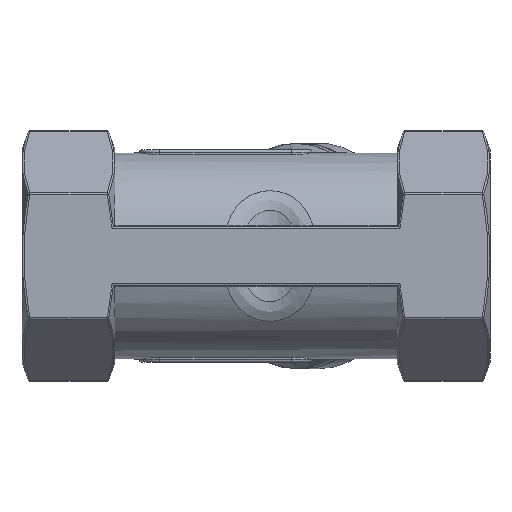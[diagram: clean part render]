
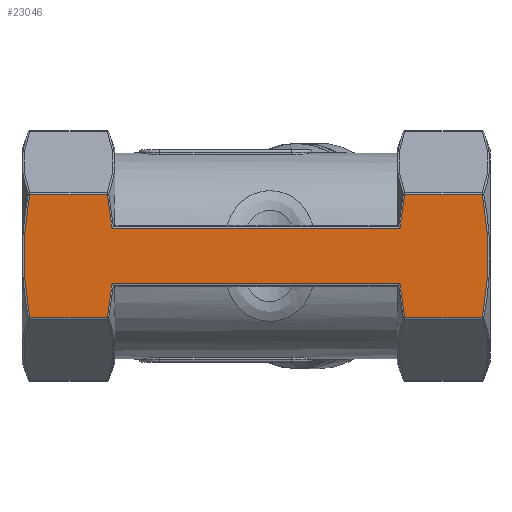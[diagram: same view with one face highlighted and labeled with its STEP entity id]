
A CAD part, front view. The second image highlights one B-rep face of the part: STEP entity #23046.
In plain terms, the highlighted planar face has unit normal (0, -1, 0).
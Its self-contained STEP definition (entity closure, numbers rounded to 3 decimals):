
#1058 = CARTESIAN_POINT ( 'NONE',  ( 148.525, -35., 19.919 ) ) ;
#1059 = LINE ( 'NONE', #1060, #20316 ) ;
#1060 = CARTESIAN_POINT ( 'NONE',  ( 0., -35., -19.919 ) ) ;
#1061 = DIRECTION ( 'NONE',  ( 1., 0., 0. ) ) ;
#1063 = CARTESIAN_POINT ( 'NONE',  ( 122.816, -35., -16.302 ) ) ;
#1064 = CARTESIAN_POINT ( 'NONE',  ( 123.475, -35., -19.919 ) ) ;
#11960 = B_SPLINE_CURVE_WITH_KNOTS ( 'NONE', 3,
 ( #22884, #22874, #22889, #22890 ),
 .UNSPECIFIED., .F., .F.,
 ( 4, 4 ),
 ( 0., 0.011 ),
 .UNSPECIFIED. ) ;
#16096 = B_SPLINE_CURVE_WITH_KNOTS ( 'NONE', 3,
 ( #22908, #22907, #22916, #22917 ),
 .UNSPECIFIED., .F., .F.,
 ( 4, 4 ),
 ( 0., 0.011 ),
 .UNSPECIFIED. ) ;
#16097 = B_SPLINE_CURVE_WITH_KNOTS ( 'NONE', 3,
 ( #22887, #22888, #22896, #22897, #22898, #22899, #22900, #22901, #22902, #22903 ),
 .UNSPECIFIED., .F., .F.,
 ( 4, 2, 2, 2, 4 ),
 ( 0., 0.01, 0.02, 0.03, 0.04 ),
 .UNSPECIFIED. ) ;
#16099 = B_SPLINE_CURVE_WITH_KNOTS ( 'NONE', 3,
 ( #22915, #22914, #22923, #22924, #22925, #22926, #22927, #22928, #22929, #1058 ),
 .UNSPECIFIED., .F., .F.,
 ( 4, 2, 2, 2, 4 ),
 ( 0., 0.01, 0.02, 0.03, 0.04 ),
 .UNSPECIFIED. ) ;
#16102 = B_SPLINE_CURVE_WITH_KNOTS ( 'NONE', 3,
 ( #22895, #22894, #22909, #22910 ),
 .UNSPECIFIED., .F., .F.,
 ( 4, 4 ),
 ( 0., 0.011 ),
 .UNSPECIFIED. ) ;
#16103 = B_SPLINE_CURVE_WITH_KNOTS ( 'NONE', 3,
 ( #22922, #22921, #1063, #1064 ),
 .UNSPECIFIED., .F., .F.,
 ( 4, 4 ),
 ( 0., 0.011 ),
 .UNSPECIFIED. ) ;
#20311 = VECTOR ( 'NONE', #22886, 1000. ) ;
#20312 = VECTOR ( 'NONE', #22893, 1000. ) ;
#20313 = VECTOR ( 'NONE', #22906, 1000. ) ;
#20314 = VECTOR ( 'NONE', #22913, 1000. ) ;
#20315 = VECTOR ( 'NONE', #22920, 1000. ) ;
#20316 = VECTOR ( 'NONE', #1061, 1000. ) ;
#21193 = CARTESIAN_POINT ( 'NONE',  ( 121.952, -35., -9. ) ) ;
#21196 = CARTESIAN_POINT ( 'NONE',  ( 148.525, -35., -19.919 ) ) ;
#21197 = CARTESIAN_POINT ( 'NONE',  ( 123.475, -35., 19.919 ) ) ;
#21200 = CARTESIAN_POINT ( 'NONE',  ( 123.475, -35., -19.919 ) ) ;
#21202 = CARTESIAN_POINT ( 'NONE',  ( 121.952, -35., 9. ) ) ;
#21205 = CARTESIAN_POINT ( 'NONE',  ( 2.475, -35., -19.919 ) ) ;
#21206 = CARTESIAN_POINT ( 'NONE',  ( 148.525, -35., 19.919 ) ) ;
#21207 = CARTESIAN_POINT ( 'NONE',  ( 27.525, -35., -19.919 ) ) ;
#21208 = CARTESIAN_POINT ( 'NONE',  ( 29.048, -35., -9. ) ) ;
#21209 = CARTESIAN_POINT ( 'NONE',  ( 2.475, -35., 19.919 ) ) ;
#21211 = CARTESIAN_POINT ( 'NONE',  ( 29.048, -35., 9. ) ) ;
#21212 = CARTESIAN_POINT ( 'NONE',  ( 27.525, -35., 19.919 ) ) ;
#22874 = CARTESIAN_POINT ( 'NONE',  ( 28.184, -35., -16.302 ) ) ;
#22883 = LINE ( 'NONE', #22885, #20311 ) ;
#22884 = CARTESIAN_POINT ( 'NONE',  ( 27.525, -35., -19.919 ) ) ;
#22885 = CARTESIAN_POINT ( 'NONE',  ( 0., -35., -9. ) ) ;
#22886 = DIRECTION ( 'NONE',  ( 1., 0., 0. ) ) ;
#22887 = CARTESIAN_POINT ( 'NONE',  ( 2.475, -35., 19.919 ) ) ;
#22888 = CARTESIAN_POINT ( 'NONE',  ( 1.875, -35., 16.626 ) ) ;
#22889 = CARTESIAN_POINT ( 'NONE',  ( 28.711, -35., -12.661 ) ) ;
#22890 = CARTESIAN_POINT ( 'NONE',  ( 29.048, -35., -9. ) ) ;
#22891 = LINE ( 'NONE', #22892, #20312 ) ;
#22892 = CARTESIAN_POINT ( 'NONE',  ( 0., -35., -19.919 ) ) ;
#22893 = DIRECTION ( 'NONE',  ( 1., 0., 0. ) ) ;
#22894 = CARTESIAN_POINT ( 'NONE',  ( 28.711, -35., 12.661 ) ) ;
#22895 = CARTESIAN_POINT ( 'NONE',  ( 29.048, -35., 9. ) ) ;
#22896 = CARTESIAN_POINT ( 'NONE',  ( 1.386, -35., 13.323 ) ) ;
#22897 = CARTESIAN_POINT ( 'NONE',  ( 0.713, -35., 6.685 ) ) ;
#22898 = CARTESIAN_POINT ( 'NONE',  ( 0.532, -35., 3.351 ) ) ;
#22899 = CARTESIAN_POINT ( 'NONE',  ( 0.532, -35., -3.352 ) ) ;
#22900 = CARTESIAN_POINT ( 'NONE',  ( 0.713, -35., -6.686 ) ) ;
#22901 = CARTESIAN_POINT ( 'NONE',  ( 1.386, -35., -13.323 ) ) ;
#22902 = CARTESIAN_POINT ( 'NONE',  ( 1.875, -35., -16.626 ) ) ;
#22903 = CARTESIAN_POINT ( 'NONE',  ( 2.475, -35., -19.919 ) ) ;
#22904 = LINE ( 'NONE', #22905, #20313 ) ;
#22905 = CARTESIAN_POINT ( 'NONE',  ( 0., -35., 19.919 ) ) ;
#22906 = DIRECTION ( 'NONE',  ( -1., 0., 0. ) ) ;
#22907 = CARTESIAN_POINT ( 'NONE',  ( 122.816, -35., 16.302 ) ) ;
#22908 = CARTESIAN_POINT ( 'NONE',  ( 123.475, -35., 19.919 ) ) ;
#22909 = CARTESIAN_POINT ( 'NONE',  ( 28.184, -35., 16.302 ) ) ;
#22910 = CARTESIAN_POINT ( 'NONE',  ( 27.525, -35., 19.919 ) ) ;
#22911 = LINE ( 'NONE', #22912, #20314 ) ;
#22912 = CARTESIAN_POINT ( 'NONE',  ( 0., -35., 9. ) ) ;
#22913 = DIRECTION ( 'NONE',  ( -1., 0., 0. ) ) ;
#22914 = CARTESIAN_POINT ( 'NONE',  ( 149.125, -35., -16.626 ) ) ;
#22915 = CARTESIAN_POINT ( 'NONE',  ( 148.525, -35., -19.919 ) ) ;
#22916 = CARTESIAN_POINT ( 'NONE',  ( 122.289, -35., 12.661 ) ) ;
#22917 = CARTESIAN_POINT ( 'NONE',  ( 121.952, -35., 9. ) ) ;
#22918 = LINE ( 'NONE', #22919, #20315 ) ;
#22919 = CARTESIAN_POINT ( 'NONE',  ( 0., -35., 19.919 ) ) ;
#22920 = DIRECTION ( 'NONE',  ( -1., 0., 0. ) ) ;
#22921 = CARTESIAN_POINT ( 'NONE',  ( 122.289, -35., -12.661 ) ) ;
#22922 = CARTESIAN_POINT ( 'NONE',  ( 121.952, -35., -9. ) ) ;
#22923 = CARTESIAN_POINT ( 'NONE',  ( 149.614, -35., -13.323 ) ) ;
#22924 = CARTESIAN_POINT ( 'NONE',  ( 150.287, -35., -6.686 ) ) ;
#22925 = CARTESIAN_POINT ( 'NONE',  ( 150.468, -35., -3.352 ) ) ;
#22926 = CARTESIAN_POINT ( 'NONE',  ( 150.468, -35., 3.351 ) ) ;
#22927 = CARTESIAN_POINT ( 'NONE',  ( 150.287, -35., 6.685 ) ) ;
#22928 = CARTESIAN_POINT ( 'NONE',  ( 149.614, -35., 13.323 ) ) ;
#22929 = CARTESIAN_POINT ( 'NONE',  ( 149.125, -35., 16.626 ) ) ;
#23046 = ADVANCED_FACE ( 'NONE', ( #26443 ), #26428, .T. ) ;
#24501 = EDGE_LOOP ( 'NONE', ( #25201, #25202, #25203, #25204, #25205, #25206, #25207, #25208, #25209, #25210, #25211, #25212 ) ) ;
#24534 = VERTEX_POINT ( 'NONE', #21193 ) ;
#24537 = VERTEX_POINT ( 'NONE', #21196 ) ;
#24538 = VERTEX_POINT ( 'NONE', #21197 ) ;
#24541 = VERTEX_POINT ( 'NONE', #21200 ) ;
#24543 = VERTEX_POINT ( 'NONE', #21202 ) ;
#24546 = VERTEX_POINT ( 'NONE', #21205 ) ;
#24547 = VERTEX_POINT ( 'NONE', #21206 ) ;
#24548 = VERTEX_POINT ( 'NONE', #21207 ) ;
#24549 = VERTEX_POINT ( 'NONE', #21208 ) ;
#24550 = VERTEX_POINT ( 'NONE', #21209 ) ;
#24552 = VERTEX_POINT ( 'NONE', #21211 ) ;
#24553 = VERTEX_POINT ( 'NONE', #21212 ) ;
#25201 = ORIENTED_EDGE ( 'NONE', *, *, #27585, .T. ) ;
#25202 = ORIENTED_EDGE ( 'NONE', *, *, #27584, .T. ) ;
#25203 = ORIENTED_EDGE ( 'NONE', *, *, #27583, .T. ) ;
#25204 = ORIENTED_EDGE ( 'NONE', *, *, #27582, .T. ) ;
#25205 = ORIENTED_EDGE ( 'NONE', *, *, #27581, .T. ) ;
#25206 = ORIENTED_EDGE ( 'NONE', *, *, #27580, .T. ) ;
#25207 = ORIENTED_EDGE ( 'NONE', *, *, #27579, .T. ) ;
#25208 = ORIENTED_EDGE ( 'NONE', *, *, #27578, .T. ) ;
#25209 = ORIENTED_EDGE ( 'NONE', *, *, #27577, .T. ) ;
#25210 = ORIENTED_EDGE ( 'NONE', *, *, #27576, .T. ) ;
#25211 = ORIENTED_EDGE ( 'NONE', *, *, #27575, .T. ) ;
#25212 = ORIENTED_EDGE ( 'NONE', *, *, #27574, .T. ) ;
#26428 = PLANE ( 'NONE',  #26809 ) ;
#26443 = FACE_OUTER_BOUND ( 'NONE', #24501, .T. ) ;
#26809 = AXIS2_PLACEMENT_3D ( 'NONE', #26988, #26989, #26990 ) ;
#26988 = CARTESIAN_POINT ( 'NONE',  ( 0., -35., -45.001 ) ) ;
#26989 = DIRECTION ( 'NONE',  ( 0., -1., 0. ) ) ;
#26990 = DIRECTION ( 'NONE',  ( 0., 0., -1. ) ) ;
#27574 = EDGE_CURVE ( 'NONE', #24549, #24534, #22883, .T. ) ;
#27575 = EDGE_CURVE ( 'NONE', #24548, #24549, #11960, .T. ) ;
#27576 = EDGE_CURVE ( 'NONE', #24546, #24548, #22891, .T. ) ;
#27577 = EDGE_CURVE ( 'NONE', #24550, #24546, #16097, .T. ) ;
#27578 = EDGE_CURVE ( 'NONE', #24553, #24550, #22904, .T. ) ;
#27579 = EDGE_CURVE ( 'NONE', #24552, #24553, #16102, .T. ) ;
#27580 = EDGE_CURVE ( 'NONE', #24543, #24552, #22911, .T. ) ;
#27581 = EDGE_CURVE ( 'NONE', #24538, #24543, #16096, .T. ) ;
#27582 = EDGE_CURVE ( 'NONE', #24547, #24538, #22918, .T. ) ;
#27583 = EDGE_CURVE ( 'NONE', #24537, #24547, #16099, .T. ) ;
#27584 = EDGE_CURVE ( 'NONE', #24541, #24537, #1059, .T. ) ;
#27585 = EDGE_CURVE ( 'NONE', #24534, #24541, #16103, .T. ) ;
